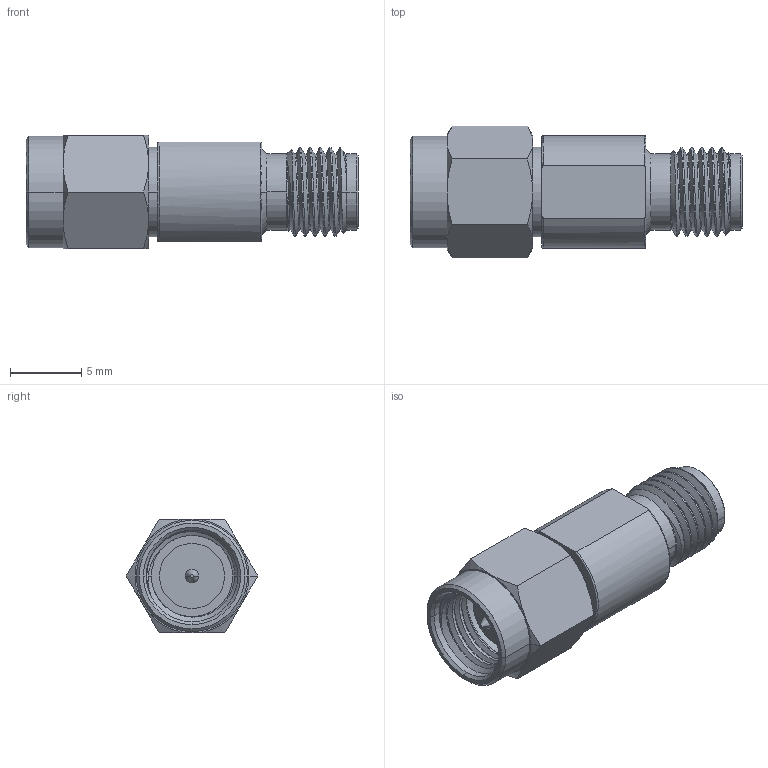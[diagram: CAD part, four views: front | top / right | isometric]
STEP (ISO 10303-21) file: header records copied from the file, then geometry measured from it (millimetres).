
FILE_DESCRIPTION (( 'STEP AP214' ), '1' );
FILE_NAME ('FMAD1609_3D.step', '2023-03-14T01:54:02', ( '' ), ( '' ), 'SwSTEP 2.0', 'SolidWorks 2022', '' );
FILE_SCHEMA (( 'AUTOMOTIVE_DESIGN' ));
Length unit declared in the file: inch
Products named in the file (3): FMAD1609_3D; ADS-K8K8-LC-RIGHT^FMAD1609; ADS-K3K3-LC-LEFT^FMAD1609
Assembly tree (2 placements, depth 2):
  FMAD1609_3D
    ADS-K3K3-LC-LEFT^FMAD1609
    ADS-K8K8-LC-RIGHT^FMAD1609
Bounding box: 23.3 x 9.24 x 8 mm (x, y, z)
Volume: 921.6 mm3; surface area: 1033 mm2
Topology: 2 solids, 2 shells, 117 faces, 273 edges, 167 vertices
Faces by surface type: cone 43, cylinder 43, plane 19, torus 6, bspline 6
Entity records: 5138 total; most frequent: CARTESIAN_POINT 2510, ORIENTED_EDGE 546, DIRECTION 516, EDGE_CURVE 273, AXIS2_PLACEMENT_3D 217, VERTEX_POINT 167, EDGE_LOOP 124, ADVANCED_FACE 117
